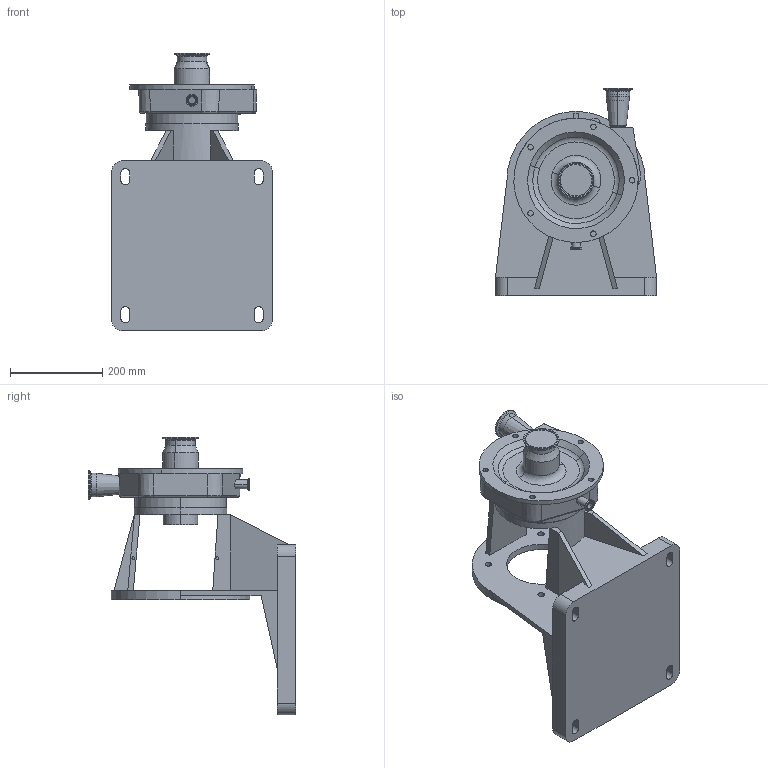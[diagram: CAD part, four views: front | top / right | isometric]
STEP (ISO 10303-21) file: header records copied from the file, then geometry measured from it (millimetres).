
FILE_DESCRIPTION (( 'STEP AP214' ), '1' );
FILE_NAME ('FP 1740 280TSC VERTICAL 3-4 In STRAIGHT DRAIN.STEP', '2010-02-24T13:35:31', ( ' ' ), ( '' ), 'SwSTEP 2.0', 'SolidWorks 2010', '' );
FILE_SCHEMA (( 'AUTOMOTIVE_DESIGN' ));
Length unit declared in the file: millimetre
Products named in the file (2): FP 1740 280TSC VERTICAL 3-4 In STRAIGHT DRAIN^1275000113; FP 1740 280TSC VERTICAL 3-4 In STRAIGHT DRAIN
Assembly tree (1 placements, depth 2):
  FP 1740 280TSC VERTICAL 3-4 In STRAIGHT DRAIN
    FP 1740 280TSC VERTICAL 3-4 In STRAIGHT DRAIN^1275000113
Bounding box: 350 x 450 x 603 mm (x, y, z)
Volume: 13081039.8 mm3; surface area: 992153.2 mm2
Topology: 1 solids, 6 shells, 283 faces, 631 edges, 391 vertices
Faces by surface type: cylinder 107, plane 99, cone 38, torus 37, bspline 1, sphere 1
Entity records: 8021 total; most frequent: DIRECTION 1532, CARTESIAN_POINT 1371, ORIENTED_EDGE 1262, EDGE_CURVE 631, AXIS2_PLACEMENT_3D 627, VERTEX_POINT 391, CIRCLE 341, EDGE_LOOP 334
